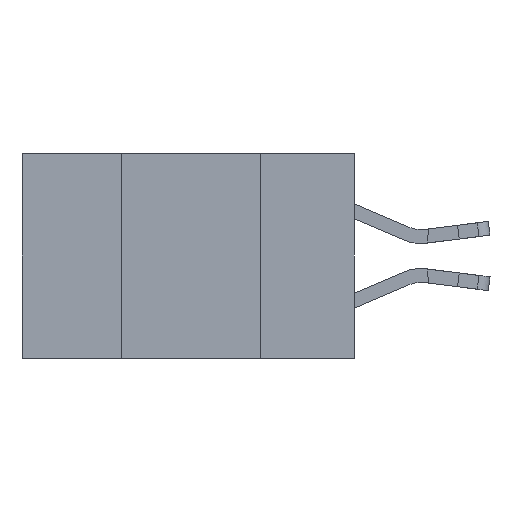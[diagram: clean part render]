
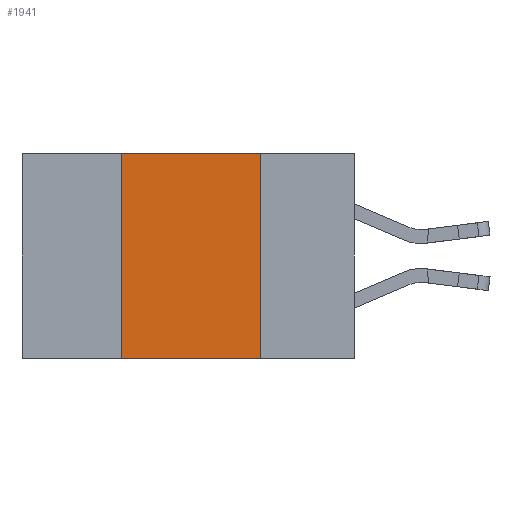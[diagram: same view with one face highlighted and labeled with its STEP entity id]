
A CAD part, left-side view. The second image highlights one B-rep face of the part: STEP entity #1941.
In plain terms, the highlighted planar face has unit normal (-1, 0, 0).
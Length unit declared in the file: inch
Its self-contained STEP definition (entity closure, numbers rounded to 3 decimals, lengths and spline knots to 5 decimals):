
#540 = DIRECTION ( 'NONE',  ( 0., -1., 0. ) ) ;
#677 = VECTOR ( 'NONE', #540, 39.37008 ) ;
#816 = CARTESIAN_POINT ( 'NONE',  ( 0., 0.42, -0.37 ) ) ;
#1071 = EDGE_CURVE ( 'NONE', #14372, #12878, #12852, .T. ) ;
#1923 = DIRECTION ( 'NONE',  ( 0., 0., -1. ) ) ;
#1941 = ADVANCED_FACE ( 'NONE', ( #5750 ), #2135, .F. ) ;
#1943 = DIRECTION ( 'NONE',  ( 1., 0., 0. ) ) ;
#2069 = CARTESIAN_POINT ( 'NONE',  ( 0., 0.6, 0. ) ) ;
#2135 = PLANE ( 'NONE',  #11579 ) ;
#2175 = VECTOR ( 'NONE', #9599, 39.37008 ) ;
#3384 = CARTESIAN_POINT ( 'NONE',  ( 0., 0.6, 0. ) ) ;
#4561 = EDGE_LOOP ( 'NONE', ( #14547, #7400, #6845, #9918 ) ) ;
#4703 = VECTOR ( 'NONE', #11683, 39.37008 ) ;
#5218 = VERTEX_POINT ( 'NONE', #816 ) ;
#5750 = FACE_OUTER_BOUND ( 'NONE', #4561, .T. ) ;
#5818 = CARTESIAN_POINT ( 'NONE',  ( 0., 0.17, 0. ) ) ;
#6563 = CARTESIAN_POINT ( 'NONE',  ( 0., 0.6, -0.37 ) ) ;
#6845 = ORIENTED_EDGE ( 'NONE', *, *, #8372, .F. ) ;
#7116 = CARTESIAN_POINT ( 'NONE',  ( 0., 0.42, 0. ) ) ;
#7400 = ORIENTED_EDGE ( 'NONE', *, *, #1071, .F. ) ;
#7862 = CARTESIAN_POINT ( 'NONE',  ( 0., 0.17, -0.37 ) ) ;
#7897 = LINE ( 'NONE', #7862, #10385 ) ;
#7924 = LINE ( 'NONE', #11906, #4703 ) ;
#8372 = EDGE_CURVE ( 'NONE', #5218, #14372, #7924, .T. ) ;
#8727 = VERTEX_POINT ( 'NONE', #9749 ) ;
#9144 = DIRECTION ( 'NONE',  ( 0., 0., -1. ) ) ;
#9599 = DIRECTION ( 'NONE',  ( 0., -1., 0. ) ) ;
#9749 = CARTESIAN_POINT ( 'NONE',  ( 0., 0.17, -0.37 ) ) ;
#9918 = ORIENTED_EDGE ( 'NONE', *, *, #15311, .T. ) ;
#10385 = VECTOR ( 'NONE', #9144, 39.37008 ) ;
#10706 = LINE ( 'NONE', #6563, #677 ) ;
#11579 = AXIS2_PLACEMENT_3D ( 'NONE', #2069, #1943, #1923 ) ;
#11683 = DIRECTION ( 'NONE',  ( 0., 0., 1. ) ) ;
#11906 = CARTESIAN_POINT ( 'NONE',  ( 0., 0.42, -0.37 ) ) ;
#12852 = LINE ( 'NONE', #3384, #2175 ) ;
#12878 = VERTEX_POINT ( 'NONE', #5818 ) ;
#13369 = EDGE_CURVE ( 'NONE', #12878, #8727, #7897, .T. ) ;
#14372 = VERTEX_POINT ( 'NONE', #7116 ) ;
#14547 = ORIENTED_EDGE ( 'NONE', *, *, #13369, .F. ) ;
#15311 = EDGE_CURVE ( 'NONE', #5218, #8727, #10706, .T. ) ;
